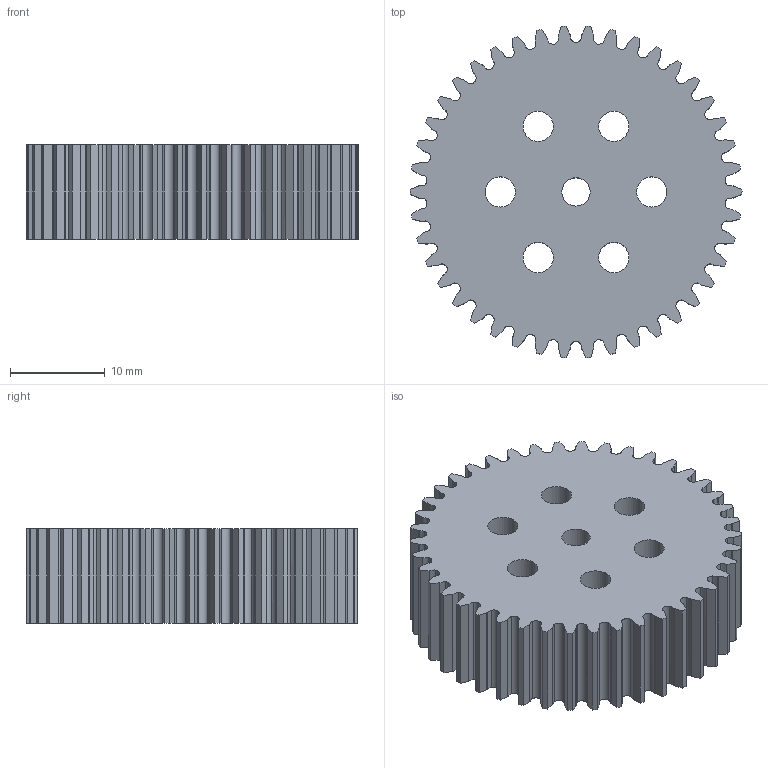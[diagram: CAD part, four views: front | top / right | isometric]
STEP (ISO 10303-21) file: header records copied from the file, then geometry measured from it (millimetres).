
FILE_DESCRIPTION(/* description */ (''),/* implementation_level */ '2;1');
FILE_NAME(/* name */ '3mm bore-42 tooth v2.step',/* time_stamp */ '2021-05-09T15:02:00-04:00',/* author */ (''),/* organization */ (''),/* preprocessor_version */ 'ST-DEVELOPER v18.1',/* originating_system */ 'Autodesk Translation Framework v10.6.0.1341',/* authorisation */ '');
FILE_SCHEMA (('AUTOMOTIVE_DESIGN { 1 0 10303 214 3 1 1 }'));
Length unit declared in the file: millimetre
Products named in the file (1): 3mm bore-42 tooth
Bounding box: 35.1 x 35.04 x 10 mm (x, y, z)
Volume: 8150.7 mm3; surface area: 4361 mm2
Topology: 1 solids, 1 shells, 349 faces, 1041 edges, 694 vertices
Faces by surface type: bspline 172, cylinder 91, plane 86
Full cylindrical faces by diameter (mm): 3 x1, 3.2 x6
Entity records: 17819 total; most frequent: CARTESIAN_POINT 9382, ORIENTED_EDGE 2082, DIRECTION 1239, EDGE_CURVE 1041, VERTEX_POINT 694, LINE 519, VECTOR 519, EDGE_LOOP 363
